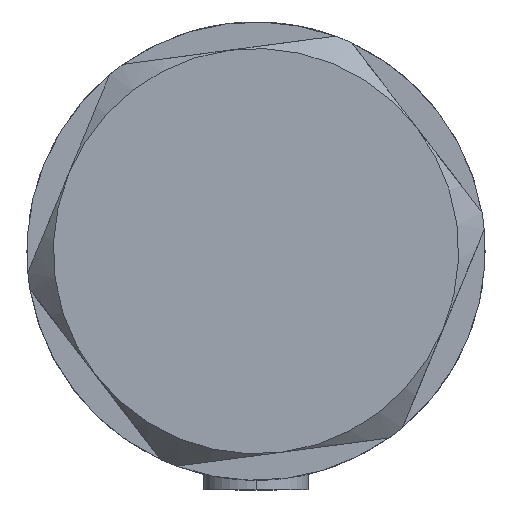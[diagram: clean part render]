
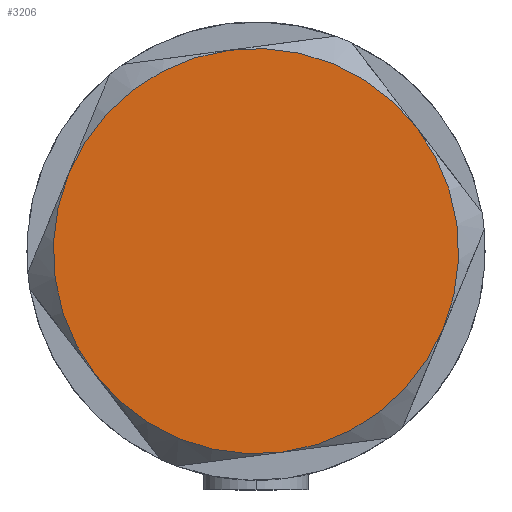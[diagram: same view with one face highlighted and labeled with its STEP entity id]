
A CAD part, left-side view. The second image highlights one B-rep face of the part: STEP entity #3206.
In plain terms, the highlighted face is planar.
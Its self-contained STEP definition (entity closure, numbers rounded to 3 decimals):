
#202 = ORIENTED_EDGE ( 'NONE', *, *, #3758, .T. ) ;
#245 = EDGE_CURVE ( 'NONE', #280, #4026, #4981, .T. ) ;
#280 = VERTEX_POINT ( 'NONE', #335 ) ;
#295 = CARTESIAN_POINT ( 'NONE',  ( 0., 0., 9. ) ) ;
#304 = CARTESIAN_POINT ( 'NONE',  ( 11.5, -19.919, 9. ) ) ;
#335 = CARTESIAN_POINT ( 'NONE',  ( 11.5, 19.919, 9. ) ) ;
#392 = DIRECTION ( 'NONE',  ( 0., 0., 1. ) ) ;
#394 = PLANE ( 'NONE',  #1984 ) ;
#454 = ORIENTED_EDGE ( 'NONE', *, *, #4941, .T. ) ;
#490 = CIRCLE ( 'NONE', #4488, 23. ) ;
#601 = ORIENTED_EDGE ( 'NONE', *, *, #1262, .T. ) ;
#739 = AXIS2_PLACEMENT_3D ( 'NONE', #2473, #3590, #806 ) ;
#806 = DIRECTION ( 'NONE',  ( 1., 0., 0. ) ) ;
#876 = CARTESIAN_POINT ( 'NONE',  ( 0., 0., 9. ) ) ;
#899 = CIRCLE ( 'NONE', #4665, 23. ) ;
#1037 = CARTESIAN_POINT ( 'NONE',  ( 23., 0., 9. ) ) ;
#1106 = DIRECTION ( 'NONE',  ( 1., 0., 0. ) ) ;
#1125 = DIRECTION ( 'NONE',  ( 0., 0., 1. ) ) ;
#1174 = CARTESIAN_POINT ( 'NONE',  ( 0., 0., 9. ) ) ;
#1262 = EDGE_CURVE ( 'NONE', #5109, #280, #4227, .T. ) ;
#1381 = EDGE_CURVE ( 'NONE', #1597, #5109, #5171, .T. ) ;
#1562 = DIRECTION ( 'NONE',  ( 0., 0., 1. ) ) ;
#1597 = VERTEX_POINT ( 'NONE', #304 ) ;
#1706 = ORIENTED_EDGE ( 'NONE', *, *, #1381, .T. ) ;
#1887 = DIRECTION ( 'NONE',  ( 0., 0., 1. ) ) ;
#1984 = AXIS2_PLACEMENT_3D ( 'NONE', #1174, #1989, #3554 ) ;
#1989 = DIRECTION ( 'NONE',  ( 0., 0., 1. ) ) ;
#2088 = CARTESIAN_POINT ( 'NONE',  ( 0., 0., 9. ) ) ;
#2473 = CARTESIAN_POINT ( 'NONE',  ( 0., 0., 9. ) ) ;
#2551 = VERTEX_POINT ( 'NONE', #4272 ) ;
#2744 = VERTEX_POINT ( 'NONE', #4446 ) ;
#2771 = DIRECTION ( 'NONE',  ( 0., 0., 1. ) ) ;
#3117 = CARTESIAN_POINT ( 'NONE',  ( 0., 0., 9. ) ) ;
#3136 = AXIS2_PLACEMENT_3D ( 'NONE', #2088, #2771, #4347 ) ;
#3206 = ADVANCED_FACE ( 'NONE', ( #4712 ), #394, .T. ) ;
#3209 = CARTESIAN_POINT ( 'NONE',  ( -11.5, 19.919, 9. ) ) ;
#3552 = DIRECTION ( 'NONE',  ( 1., 0., 0. ) ) ;
#3554 = DIRECTION ( 'NONE',  ( 1., 0., 0. ) ) ;
#3590 = DIRECTION ( 'NONE',  ( 0., 0., 1. ) ) ;
#3616 = ORIENTED_EDGE ( 'NONE', *, *, #245, .T. ) ;
#3758 = EDGE_CURVE ( 'NONE', #2744, #2551, #899, .T. ) ;
#3885 = CARTESIAN_POINT ( 'NONE',  ( 0., 0., 9. ) ) ;
#4026 = VERTEX_POINT ( 'NONE', #3209 ) ;
#4172 = ORIENTED_EDGE ( 'NONE', *, *, #4360, .T. ) ;
#4227 = CIRCLE ( 'NONE', #4988, 23. ) ;
#4272 = CARTESIAN_POINT ( 'NONE',  ( -11.5, -19.919, 9. ) ) ;
#4347 = DIRECTION ( 'NONE',  ( 1., 0., 0. ) ) ;
#4360 = EDGE_CURVE ( 'NONE', #2551, #1597, #490, .T. ) ;
#4440 = DIRECTION ( 'NONE',  ( 1., 0., 0. ) ) ;
#4446 = CARTESIAN_POINT ( 'NONE',  ( -23., 0., 9. ) ) ;
#4488 = AXIS2_PLACEMENT_3D ( 'NONE', #876, #392, #3552 ) ;
#4561 = AXIS2_PLACEMENT_3D ( 'NONE', #295, #1887, #4440 ) ;
#4665 = AXIS2_PLACEMENT_3D ( 'NONE', #3117, #1125, #1106 ) ;
#4712 = FACE_OUTER_BOUND ( 'NONE', #4739, .T. ) ;
#4739 = EDGE_LOOP ( 'NONE', ( #1706, #601, #3616, #454, #202, #4172 ) ) ;
#4941 = EDGE_CURVE ( 'NONE', #4026, #2744, #5010, .T. ) ;
#4981 = CIRCLE ( 'NONE', #3136, 23. ) ;
#4988 = AXIS2_PLACEMENT_3D ( 'NONE', #3885, #1562, #5130 ) ;
#5010 = CIRCLE ( 'NONE', #739, 23. ) ;
#5109 = VERTEX_POINT ( 'NONE', #1037 ) ;
#5130 = DIRECTION ( 'NONE',  ( 1., 0., 0. ) ) ;
#5171 = CIRCLE ( 'NONE', #4561, 23. ) ;
